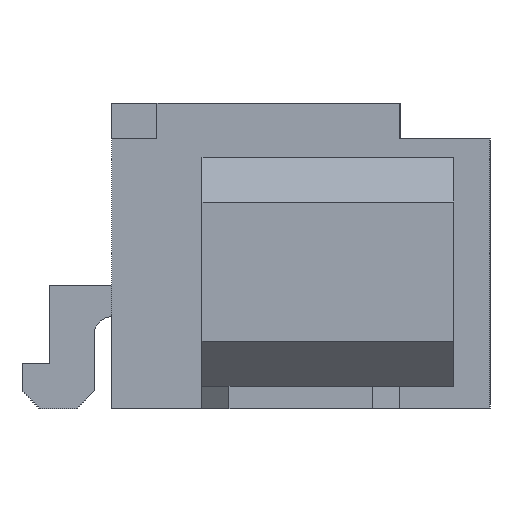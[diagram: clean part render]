
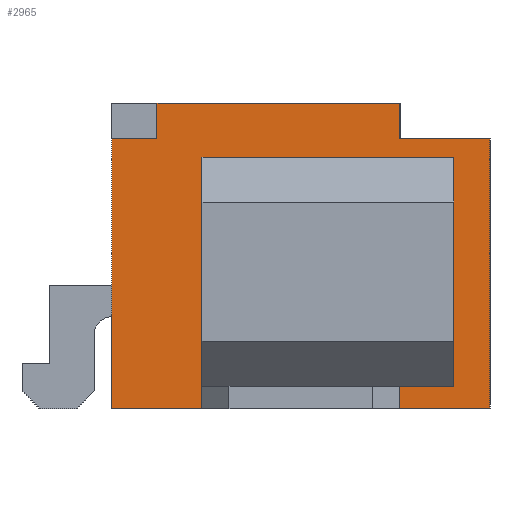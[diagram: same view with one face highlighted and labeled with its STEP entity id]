
A CAD part, left-side view. The second image highlights one B-rep face of the part: STEP entity #2965.
In plain terms, the highlighted planar face has unit normal (-1, 0, 0).
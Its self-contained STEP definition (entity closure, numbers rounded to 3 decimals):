
#787 = VERTEX_POINT('',#788);
#788 = CARTESIAN_POINT('',(-5.875,-2.6,0.));
#794 = EDGE_CURVE('',#787,#795,#797,.T.);
#795 = VERTEX_POINT('',#796);
#796 = CARTESIAN_POINT('',(-5.875,-2.6,3.));
#797 = LINE('',#798,#799);
#798 = CARTESIAN_POINT('',(-5.875,-2.6,0.));
#799 = VECTOR('',#800,1.);
#800 = DIRECTION('',(0.,0.,1.));
#1358 = VERTEX_POINT('',#1359);
#1359 = CARTESIAN_POINT('',(-5.875,1.6,3.));
#1365 = EDGE_CURVE('',#1366,#1358,#1368,.T.);
#1366 = VERTEX_POINT('',#1367);
#1367 = CARTESIAN_POINT('',(-5.875,1.6,0.));
#1368 = LINE('',#1369,#1370);
#1369 = CARTESIAN_POINT('',(-5.875,1.6,0.));
#1370 = VECTOR('',#1371,1.);
#1371 = DIRECTION('',(0.,0.,1.));
#2073 = VERTEX_POINT('',#2074);
#2074 = CARTESIAN_POINT('',(-5.875,1.1,3.4));
#2080 = EDGE_CURVE('',#2073,#2081,#2083,.T.);
#2081 = VERTEX_POINT('',#2082);
#2082 = CARTESIAN_POINT('',(-5.875,-1.6,3.4));
#2083 = LINE('',#2084,#2085);
#2084 = CARTESIAN_POINT('',(-5.875,1.6,3.4));
#2085 = VECTOR('',#2086,1.);
#2086 = DIRECTION('',(0.,-1.,0.));
#2910 = EDGE_CURVE('',#1366,#787,#2911,.T.);
#2911 = LINE('',#2912,#2913);
#2912 = CARTESIAN_POINT('',(-5.875,1.6,0.));
#2913 = VECTOR('',#2914,1.);
#2914 = DIRECTION('',(0.,-1.,0.));
#2945 = EDGE_CURVE('',#795,#2946,#2948,.T.);
#2946 = VERTEX_POINT('',#2947);
#2947 = CARTESIAN_POINT('',(-5.875,-1.6,3.));
#2948 = LINE('',#2949,#2950);
#2949 = CARTESIAN_POINT('',(-5.875,-2.6,3.));
#2950 = VECTOR('',#2951,1.);
#2951 = DIRECTION('',(0.,1.,0.));
#2965 = ADVANCED_FACE('',(#2966,#2993),#3075,.F.);
#2966 = FACE_BOUND('',#2967,.F.);
#2967 = EDGE_LOOP('',(#2968,#2969,#2970,#2978,#2984,#2985,#2991,#2992));
#2968 = ORIENTED_EDGE('',*,*,#2910,.F.);
#2969 = ORIENTED_EDGE('',*,*,#1365,.T.);
#2970 = ORIENTED_EDGE('',*,*,#2971,.T.);
#2971 = EDGE_CURVE('',#1358,#2972,#2974,.T.);
#2972 = VERTEX_POINT('',#2973);
#2973 = CARTESIAN_POINT('',(-5.875,1.1,3.));
#2974 = LINE('',#2975,#2976);
#2975 = CARTESIAN_POINT('',(-5.875,1.6,3.));
#2976 = VECTOR('',#2977,1.);
#2977 = DIRECTION('',(0.,-1.,0.));
#2978 = ORIENTED_EDGE('',*,*,#2979,.F.);
#2979 = EDGE_CURVE('',#2073,#2972,#2980,.T.);
#2980 = LINE('',#2981,#2982);
#2981 = CARTESIAN_POINT('',(-5.875,1.1,3.4));
#2982 = VECTOR('',#2983,1.);
#2983 = DIRECTION('',(-0.,-0.,-1.));
#2984 = ORIENTED_EDGE('',*,*,#2080,.T.);
#2985 = ORIENTED_EDGE('',*,*,#2986,.T.);
#2986 = EDGE_CURVE('',#2081,#2946,#2987,.T.);
#2987 = LINE('',#2988,#2989);
#2988 = CARTESIAN_POINT('',(-5.875,-1.6,3.4));
#2989 = VECTOR('',#2990,1.);
#2990 = DIRECTION('',(0.,0.,-1.));
#2991 = ORIENTED_EDGE('',*,*,#2945,.F.);
#2992 = ORIENTED_EDGE('',*,*,#794,.F.);
#2993 = FACE_BOUND('',#2994,.F.);
#2994 = EDGE_LOOP('',(#2995,#3005,#3013,#3021,#3029,#3037,#3045,#3053,
#3061,#3069));
#2995 = ORIENTED_EDGE('',*,*,#2996,.F.);
#2996 = EDGE_CURVE('',#2997,#2999,#3001,.T.);
#2997 = VERTEX_POINT('',#2998);
#2998 = CARTESIAN_POINT('',(-5.875,0.6,2.8));
#2999 = VERTEX_POINT('',#3000);
#3000 = CARTESIAN_POINT('',(-5.875,-2.2,2.8));
#3001 = LINE('',#3002,#3003);
#3002 = CARTESIAN_POINT('',(-5.875,0.6,2.8));
#3003 = VECTOR('',#3004,1.);
#3004 = DIRECTION('',(0.,-1.,0.));
#3005 = ORIENTED_EDGE('',*,*,#3006,.T.);
#3006 = EDGE_CURVE('',#2997,#3007,#3009,.T.);
#3007 = VERTEX_POINT('',#3008);
#3008 = CARTESIAN_POINT('',(-5.875,0.6,1.6));
#3009 = LINE('',#3010,#3011);
#3010 = CARTESIAN_POINT('',(-5.875,0.6,2.8));
#3011 = VECTOR('',#3012,1.);
#3012 = DIRECTION('',(0.,0.,-1.));
#3013 = ORIENTED_EDGE('',*,*,#3014,.T.);
#3014 = EDGE_CURVE('',#3007,#3015,#3017,.T.);
#3015 = VERTEX_POINT('',#3016);
#3016 = CARTESIAN_POINT('',(-5.875,-1.6,1.6));
#3017 = LINE('',#3018,#3019);
#3018 = CARTESIAN_POINT('',(-5.875,0.6,1.6));
#3019 = VECTOR('',#3020,1.);
#3020 = DIRECTION('',(0.,-1.,0.));
#3021 = ORIENTED_EDGE('',*,*,#3022,.T.);
#3022 = EDGE_CURVE('',#3015,#3023,#3025,.T.);
#3023 = VERTEX_POINT('',#3024);
#3024 = CARTESIAN_POINT('',(-5.875,-1.6,1.25));
#3025 = LINE('',#3026,#3027);
#3026 = CARTESIAN_POINT('',(-5.875,-1.6,1.6));
#3027 = VECTOR('',#3028,1.);
#3028 = DIRECTION('',(0.,0.,-1.));
#3029 = ORIENTED_EDGE('',*,*,#3030,.F.);
#3030 = EDGE_CURVE('',#3031,#3023,#3033,.T.);
#3031 = VERTEX_POINT('',#3032);
#3032 = CARTESIAN_POINT('',(-5.875,0.6,1.25));
#3033 = LINE('',#3034,#3035);
#3034 = CARTESIAN_POINT('',(-5.875,0.6,1.25));
#3035 = VECTOR('',#3036,1.);
#3036 = DIRECTION('',(0.,-1.,0.));
#3037 = ORIENTED_EDGE('',*,*,#3038,.T.);
#3038 = EDGE_CURVE('',#3031,#3039,#3041,.T.);
#3039 = VERTEX_POINT('',#3040);
#3040 = CARTESIAN_POINT('',(-5.875,0.6,0.35));
#3041 = LINE('',#3042,#3043);
#3042 = CARTESIAN_POINT('',(-5.875,0.6,1.25));
#3043 = VECTOR('',#3044,1.);
#3044 = DIRECTION('',(0.,0.,-1.));
#3045 = ORIENTED_EDGE('',*,*,#3046,.T.);
#3046 = EDGE_CURVE('',#3039,#3047,#3049,.T.);
#3047 = VERTEX_POINT('',#3048);
#3048 = CARTESIAN_POINT('',(-5.875,-1.6,0.35));
#3049 = LINE('',#3050,#3051);
#3050 = CARTESIAN_POINT('',(-5.875,0.6,0.35));
#3051 = VECTOR('',#3052,1.);
#3052 = DIRECTION('',(0.,-1.,0.));
#3053 = ORIENTED_EDGE('',*,*,#3054,.T.);
#3054 = EDGE_CURVE('',#3047,#3055,#3057,.T.);
#3055 = VERTEX_POINT('',#3056);
#3056 = CARTESIAN_POINT('',(-5.875,-1.6,0.25));
#3057 = LINE('',#3058,#3059);
#3058 = CARTESIAN_POINT('',(-5.875,-1.6,1.6));
#3059 = VECTOR('',#3060,1.);
#3060 = DIRECTION('',(0.,0.,-1.));
#3061 = ORIENTED_EDGE('',*,*,#3062,.T.);
#3062 = EDGE_CURVE('',#3055,#3063,#3065,.T.);
#3063 = VERTEX_POINT('',#3064);
#3064 = CARTESIAN_POINT('',(-5.875,-2.2,0.25));
#3065 = LINE('',#3066,#3067);
#3066 = CARTESIAN_POINT('',(-5.875,0.6,0.25));
#3067 = VECTOR('',#3068,1.);
#3068 = DIRECTION('',(0.,-1.,0.));
#3069 = ORIENTED_EDGE('',*,*,#3070,.F.);
#3070 = EDGE_CURVE('',#2999,#3063,#3071,.T.);
#3071 = LINE('',#3072,#3073);
#3072 = CARTESIAN_POINT('',(-5.875,-2.2,2.8));
#3073 = VECTOR('',#3074,1.);
#3074 = DIRECTION('',(0.,0.,-1.));
#3075 = PLANE('',#3076);
#3076 = AXIS2_PLACEMENT_3D('',#3077,#3078,#3079);
#3077 = CARTESIAN_POINT('',(-5.875,1.6,0.));
#3078 = DIRECTION('',(1.,0.,0.));
#3079 = DIRECTION('',(0.,-1.,0.));
